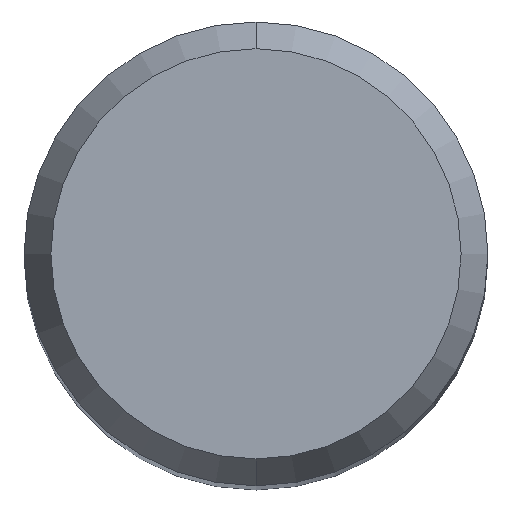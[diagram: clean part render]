
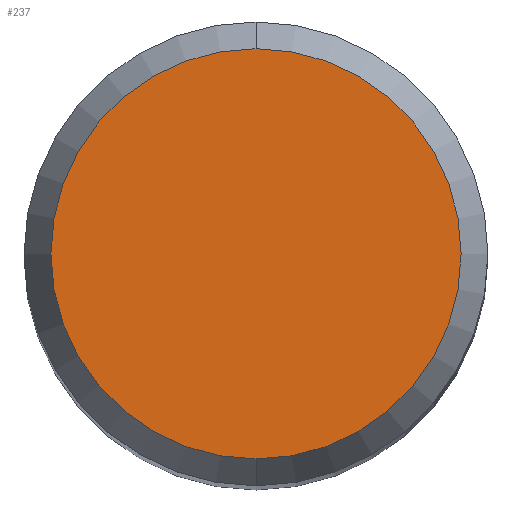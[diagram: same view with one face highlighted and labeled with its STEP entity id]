
A CAD part, top view. The second image highlights one B-rep face of the part: STEP entity #237.
In plain terms, the highlighted planar face has unit normal (0, 0, 1).
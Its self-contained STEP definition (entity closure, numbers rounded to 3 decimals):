
#191=VERTEX_POINT('',#486);
#193=EDGE_CURVE('',#191,#253,#488,.T.);
#237=ADVANCED_FACE('',(#536),#537,.T.);
#253=VERTEX_POINT('',#553);
#361=EDGE_CURVE('',#253,#191,#671,.T.);
#486=CARTESIAN_POINT('',(0.,-3.538,41.134));
#488=CIRCLE('',#806,3.538);
#536=FACE_OUTER_BOUND('',#892,.T.);
#537=PLANE('',#893);
#553=CARTESIAN_POINT('',(0.0,3.538,41.134));
#671=CIRCLE('',#1200,3.538);
#806=AXIS2_PLACEMENT_3D('',#1446,#1447,#1448);
#892=EDGE_LOOP('',(#1504,#1505));
#893=AXIS2_PLACEMENT_3D('',#1506,#1507,#1508);
#1200=AXIS2_PLACEMENT_3D('',#1649,#1650,#1651);
#1446=CARTESIAN_POINT('',(0.0,0.0,41.134));
#1447=DIRECTION('',(0.0,0.0,-1.0));
#1448=DIRECTION('',(0.0,1.0,0.0));
#1504=ORIENTED_EDGE('',*,*,#361,.F.);
#1505=ORIENTED_EDGE('',*,*,#193,.F.);
#1506=CARTESIAN_POINT('',(0.0,1.769,41.134));
#1507=DIRECTION('',(-0.0,0.0,1.0));
#1508=DIRECTION('',(0.0,-1.0,0.0));
#1649=CARTESIAN_POINT('',(0.0,0.0,41.134));
#1650=DIRECTION('',(0.0,0.0,-1.0));
#1651=DIRECTION('',(0.0,1.0,0.0));
